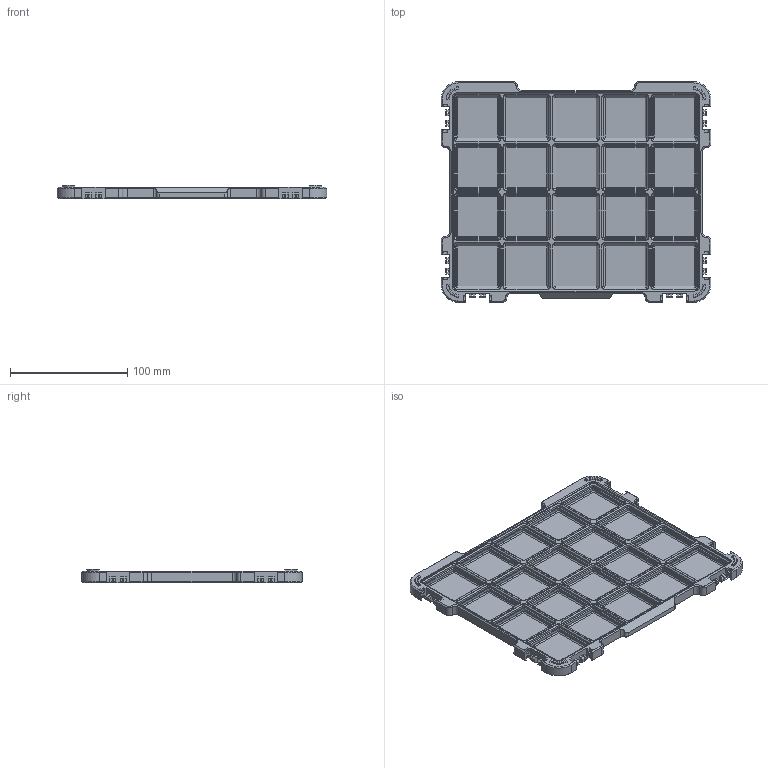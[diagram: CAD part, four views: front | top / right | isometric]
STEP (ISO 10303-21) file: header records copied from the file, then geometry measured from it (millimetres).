
FILE_DESCRIPTION(/* description */ (''),/* implementation_level */ '2;1');
FILE_NAME(/* name */ 'Lid.step',/* time_stamp */ '2023-08-05T03:05:56+02:00',/* author */ (''),/* organization */ (''),/* preprocessor_version */ 'ST-DEVELOPER v20',/* originating_system */ 'Autodesk Translation Framework v12.9.0.99',/* authorisation */ '');
FILE_SCHEMA (('AUTOMOTIVE_DESIGN { 1 0 10303 214 3 1 1 }'));
Length unit declared in the file: millimetre
Products named in the file (1): Lid
Bounding box: 230 x 188 x 11.5 mm (x, y, z)
Volume: 135494.9 mm3; surface area: 121672.1 mm2
Topology: 1 solids, 1 shells, 2123 faces, 4936 edges, 2870 vertices
Faces by surface type: plane 1175, cone 462, cylinder 390, torus 80, bspline 16
Entity records: 59257 total; most frequent: CARTESIAN_POINT 10810, DIRECTION 10278, ORIENTED_EDGE 9872, EDGE_CURVE 4936, LINE 3578, VECTOR 3578, AXIS2_PLACEMENT_3D 3350, VERTEX_POINT 2870
